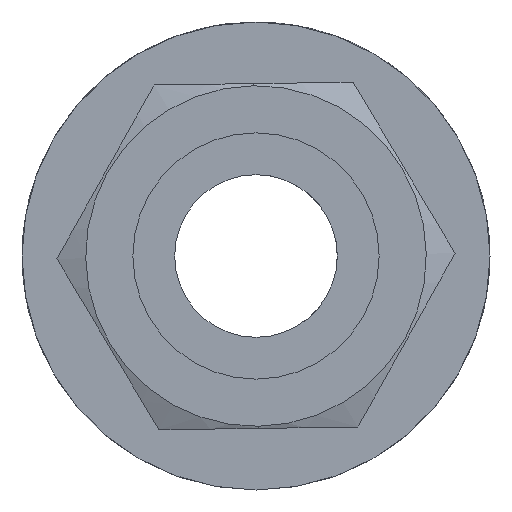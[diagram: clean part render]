
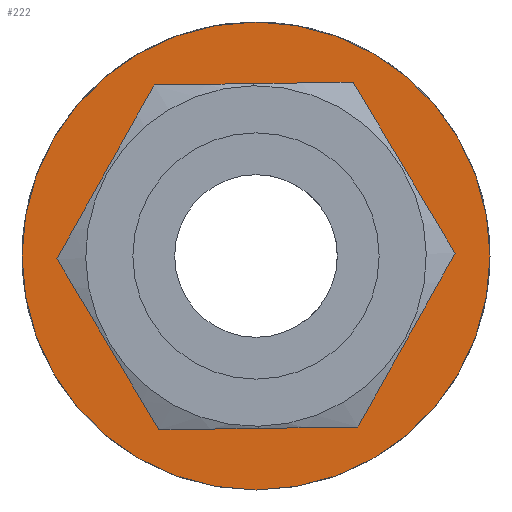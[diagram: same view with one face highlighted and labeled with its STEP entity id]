
A CAD part, left-side view. The second image highlights one B-rep face of the part: STEP entity #222.
In plain terms, the highlighted planar face has unit normal (-1, 0, 0).
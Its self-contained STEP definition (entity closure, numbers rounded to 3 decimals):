
#103 = DIRECTION ( 'NONE',  ( 0., 0., 1. ) ) ;
#107 = VERTEX_POINT ( 'NONE', #1297 ) ;
#127 = DIRECTION ( 'NONE',  ( -1., 0., 0. ) ) ;
#159 = ORIENTED_EDGE ( 'NONE', *, *, #1606, .T. ) ;
#182 = AXIS2_PLACEMENT_3D ( 'NONE', #295, #1555, #103 ) ;
#222 = ADVANCED_FACE ( 'NONE', ( #1378, #1981 ), #1330, .F. ) ;
#223 = VERTEX_POINT ( 'NONE', #224 ) ;
#224 = CARTESIAN_POINT ( 'NONE',  ( 28.415, 0., -5. ) ) ;
#295 = CARTESIAN_POINT ( 'NONE',  ( 28.415, 0., 0. ) ) ;
#435 = ORIENTED_EDGE ( 'NONE', *, *, #1255, .F. ) ;
#437 = EDGE_CURVE ( 'NONE', #107, #223, #442, .T. ) ;
#439 = CARTESIAN_POINT ( 'NONE',  ( 28.415, 0., -9.5 ) ) ;
#442 = CIRCLE ( 'NONE', #1628, 5. ) ;
#490 = AXIS2_PLACEMENT_3D ( 'NONE', #1216, #1839, #1943 ) ;
#492 = EDGE_CURVE ( 'NONE', #528, #593, #864, .T. ) ;
#524 = EDGE_LOOP ( 'NONE', ( #673, #435 ) ) ;
#528 = VERTEX_POINT ( 'NONE', #439 ) ;
#593 = VERTEX_POINT ( 'NONE', #633 ) ;
#630 = CIRCLE ( 'NONE', #906, 5. ) ;
#633 = CARTESIAN_POINT ( 'NONE',  ( 28.415, 0., 9.5 ) ) ;
#673 = ORIENTED_EDGE ( 'NONE', *, *, #437, .F. ) ;
#790 = DIRECTION ( 'NONE',  ( -1., 0., 0. ) ) ;
#812 = CARTESIAN_POINT ( 'NONE',  ( 28.415, 0., 0. ) ) ;
#825 = ORIENTED_EDGE ( 'NONE', *, *, #492, .T. ) ;
#864 = CIRCLE ( 'NONE', #182, 9.5 ) ;
#906 = AXIS2_PLACEMENT_3D ( 'NONE', #812, #1905, #1428 ) ;
#951 = CARTESIAN_POINT ( 'NONE',  ( 28.415, 0., 0. ) ) ;
#1216 = CARTESIAN_POINT ( 'NONE',  ( 28.415, 0., -9.5 ) ) ;
#1255 = EDGE_CURVE ( 'NONE', #223, #107, #630, .T. ) ;
#1297 = CARTESIAN_POINT ( 'NONE',  ( 28.415, 0., 5. ) ) ;
#1330 = PLANE ( 'NONE',  #490 ) ;
#1373 = EDGE_LOOP ( 'NONE', ( #159, #825 ) ) ;
#1378 = FACE_BOUND ( 'NONE', #524, .T. ) ;
#1426 = DIRECTION ( 'NONE',  ( 0., 0., 1. ) ) ;
#1428 = DIRECTION ( 'NONE',  ( 0., 0., 1. ) ) ;
#1555 = DIRECTION ( 'NONE',  ( -1., 0., 0. ) ) ;
#1606 = EDGE_CURVE ( 'NONE', #593, #528, #1951, .T. ) ;
#1628 = AXIS2_PLACEMENT_3D ( 'NONE', #1704, #127, #1826 ) ;
#1704 = CARTESIAN_POINT ( 'NONE',  ( 28.415, 0., 0. ) ) ;
#1826 = DIRECTION ( 'NONE',  ( 0., 0., 1. ) ) ;
#1839 = DIRECTION ( 'NONE',  ( 1., 0., 0. ) ) ;
#1905 = DIRECTION ( 'NONE',  ( -1., 0., 0. ) ) ;
#1943 = DIRECTION ( 'NONE',  ( 0., 0., -1. ) ) ;
#1951 = CIRCLE ( 'NONE', #1987, 9.5 ) ;
#1981 = FACE_OUTER_BOUND ( 'NONE', #1373, .T. ) ;
#1987 = AXIS2_PLACEMENT_3D ( 'NONE', #951, #790, #1426 ) ;
